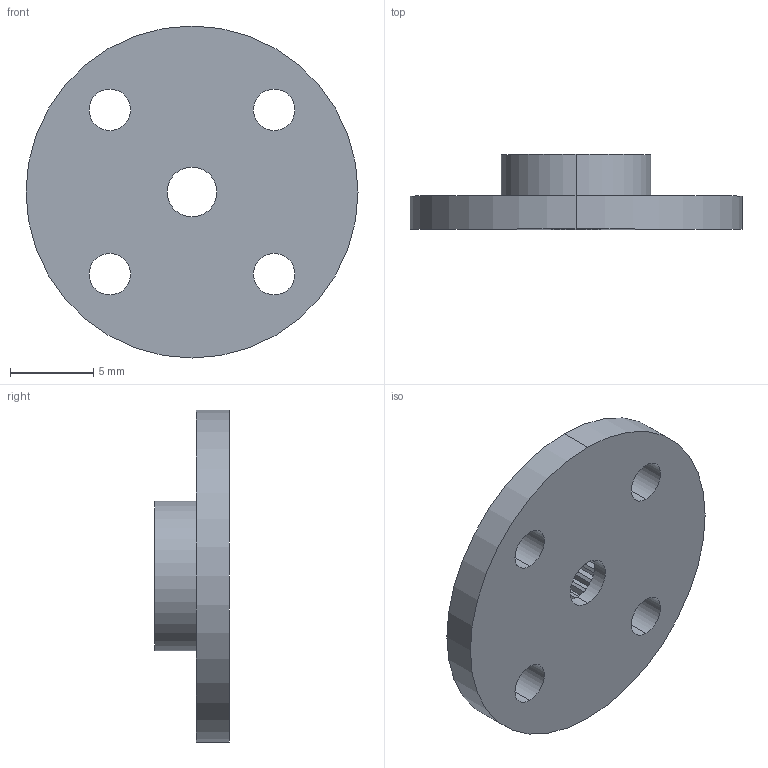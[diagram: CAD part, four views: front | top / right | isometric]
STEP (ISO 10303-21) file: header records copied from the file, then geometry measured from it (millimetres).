
FILE_DESCRIPTION (( 'STEP AP214' ), '1' );
FILE_NAME ('Servo disc.STEP', '2016-11-11T14:47:15', ( '' ), ( '' ), 'SwSTEP 2.0', 'SolidWorks 2016', '' );
FILE_SCHEMA (( 'AUTOMOTIVE_DESIGN' ));
Length unit declared in the file: millimetre
Products named in the file (1): Servo disc
Bounding box: 20 x 4.5 x 20 mm (x, y, z)
Volume: 657.2 mm3; surface area: 923.8 mm2
Topology: 1 solids, 1 shells, 174 faces, 432 edges, 262 vertices
Faces by surface type: plane 160, cylinder 14
Entity records: 5122 total; most frequent: CARTESIAN_POINT 869, ORIENTED_EDGE 864, DIRECTION 810, EDGE_CURVE 432, LINE 404, VECTOR 404, VERTEX_POINT 262, AXIS2_PLACEMENT_3D 203
